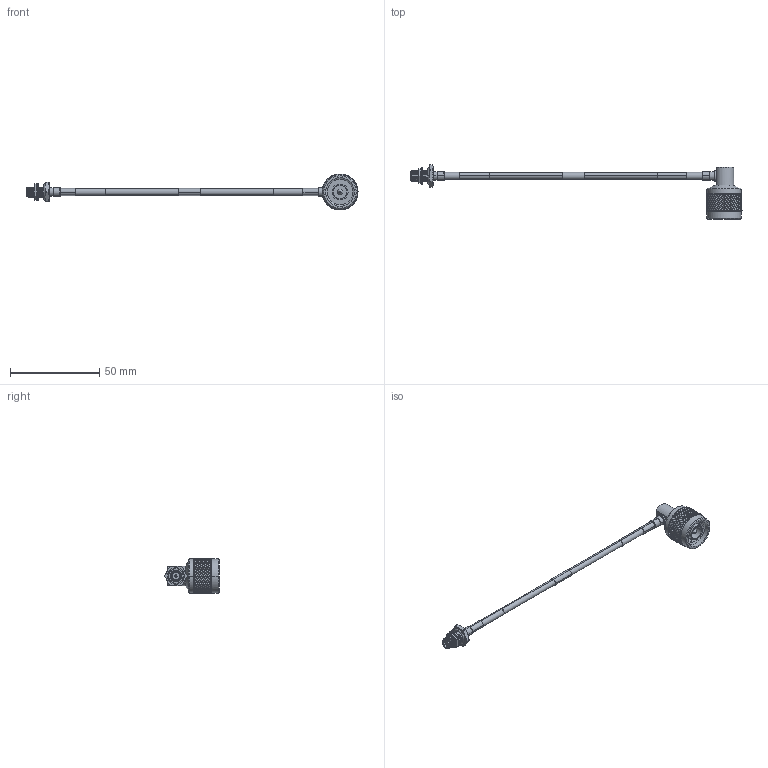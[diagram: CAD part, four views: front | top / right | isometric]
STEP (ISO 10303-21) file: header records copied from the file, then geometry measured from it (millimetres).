
FILE_DESCRIPTION (( 'STEP AP214' ), '1' );
FILE_NAME ('LCCA30486_3D.STEP', '2020-04-28T16:05:30', ( '' ), ( '' ), 'SwSTEP 2.0', 'SolidWorks 2018', '' );
FILE_SCHEMA (( 'AUTOMOTIVE_DESIGN' ));
Length unit declared in the file: inch
Products named in the file (6): LCCN3053; LCCA30486_3D; LCCN3049; LC141TBJ (141 Formable with HeatShrink); 1AW01-003_.152 ID; LC141TBJ-PROD
Assembly tree (7 placements, depth 3):
  LCCA30486_3D
    LC141TBJ-PROD
      LC141TBJ (141 Formable with HeatShrink)
      1AW01-003_.152 ID  x3
    LCCN3049
    LCCN3053
Bounding box: 185.64 x 30.49 x 20.07 mm (x, y, z)
Volume: 5873.5 mm3; surface area: 9748.3 mm2
Topology: 12 solids, 12 shells, 2570 faces, 5386 edges, 2855 vertices
Faces by surface type: bspline 1683, cylinder 528, cone 274, plane 75, torus 8, sphere 2
Entity records: 110058 total; most frequent: CARTESIAN_POINT 72226, ORIENTED_EDGE 10724, EDGE_CURVE 5362, DIRECTION 3249, VERTEX_POINT 2839, EDGE_LOOP 2587, FACE_OUTER_BOUND 2558, ADVANCED_FACE 2558
